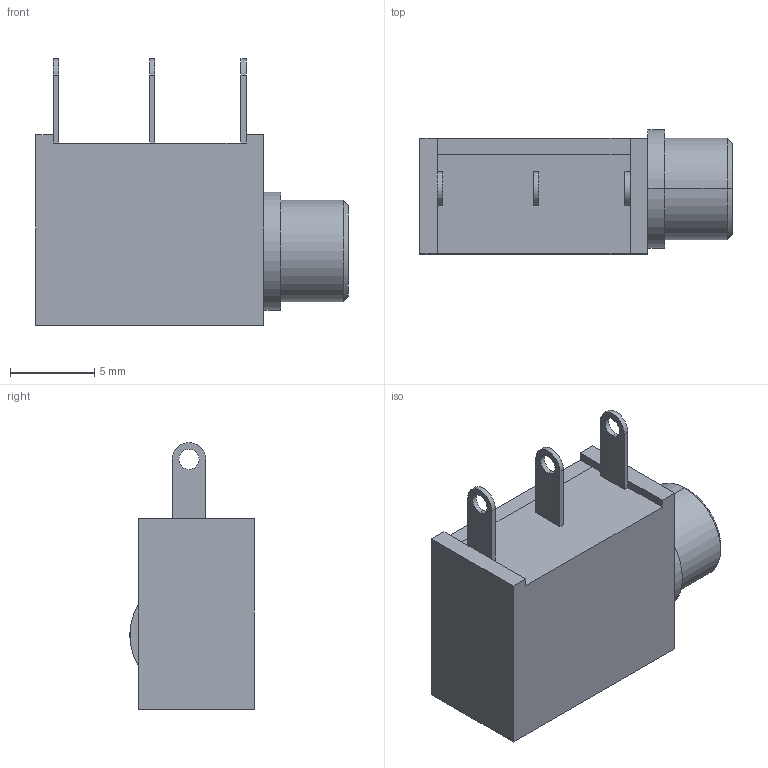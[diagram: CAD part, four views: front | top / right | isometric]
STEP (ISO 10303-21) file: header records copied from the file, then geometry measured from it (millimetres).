
FILE_DESCRIPTION (( 'STEP AP203' ), '1' );
FILE_NAME ('CUI_DEVICES_MJ-3502N.step', '2019-10-20T22:26:46', ( '' ), ( '' ), 'SwSTEP 2.0', 'SolidWorks 2019', '' );
FILE_SCHEMA (( 'CONFIG_CONTROL_DESIGN' ));
Length unit declared in the file: inch
Products named in the file (1): CUI_DEVICES_MJ-3502N
Bounding box: 18.5 x 7.35 x 15.8 mm (x, y, z)
Volume: 1114 mm3; surface area: 1141.2 mm2
Topology: 2 solids, 2 shells, 53 faces, 130 edges, 84 vertices
Faces by surface type: plane 36, cylinder 15, cone 2
Entity records: 1643 total; most frequent: DIRECTION 272, CARTESIAN_POINT 268, ORIENTED_EDGE 260, EDGE_CURVE 130, VECTOR 96, LINE 96, AXIS2_PLACEMENT_3D 88, VERTEX_POINT 84
